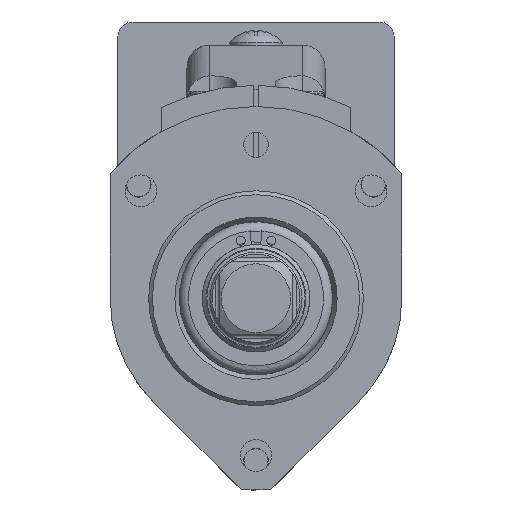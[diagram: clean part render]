
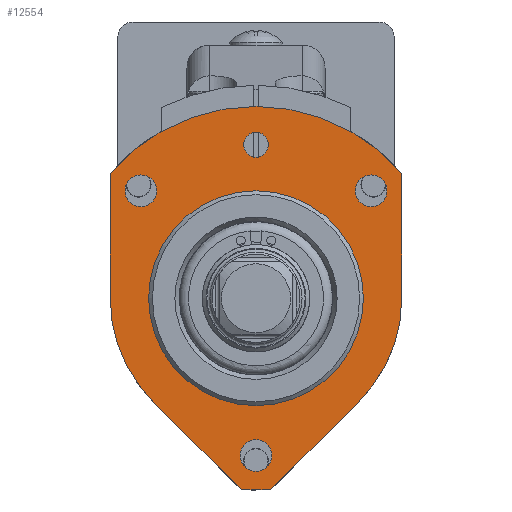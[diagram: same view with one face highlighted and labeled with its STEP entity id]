
A CAD part, front view. The second image highlights one B-rep face of the part: STEP entity #12554.
In plain terms, the highlighted planar face has unit normal (0, -1, 0).
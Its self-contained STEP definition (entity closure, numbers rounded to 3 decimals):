
#488=FACE_BOUND('',#1690,.T.);
#489=FACE_BOUND('',#1691,.T.);
#490=FACE_BOUND('',#1692,.T.);
#491=FACE_BOUND('',#1693,.T.);
#492=FACE_BOUND('',#1694,.T.);
#948=FACE_OUTER_BOUND('',#1689,.T.);
#1689=EDGE_LOOP('',(#9619,#9620,#9621,#9622,#9623,#9624,#9625,#9626));
#1690=EDGE_LOOP('',(#9627));
#1691=EDGE_LOOP('',(#9628));
#1692=EDGE_LOOP('',(#9629));
#1693=EDGE_LOOP('',(#9630));
#1694=EDGE_LOOP('',(#9631));
#2335=CIRCLE('',#13584,25.);
#2336=CIRCLE('',#13585,19.);
#2337=CIRCLE('',#13586,25.);
#2338=CIRCLE('',#13587,19.);
#2339=CIRCLE('',#13588,1.621);
#2340=CIRCLE('',#13589,2.067);
#2341=CIRCLE('',#13590,2.067);
#2342=CIRCLE('',#13591,2.067);
#2343=CIRCLE('',#13592,14.);
#3263=LINE('',#20774,#4319);
#3264=LINE('',#20778,#4320);
#3265=LINE('',#20782,#4321);
#3266=LINE('',#20786,#4322);
#4319=VECTOR('',#16239,10.);
#4320=VECTOR('',#16242,10.);
#4321=VECTOR('',#16245,10.);
#4322=VECTOR('',#16248,10.);
#5380=VERTEX_POINT('',#20772);
#5381=VERTEX_POINT('',#20773);
#5382=VERTEX_POINT('',#20775);
#5383=VERTEX_POINT('',#20777);
#5384=VERTEX_POINT('',#20779);
#5385=VERTEX_POINT('',#20781);
#5386=VERTEX_POINT('',#20783);
#5387=VERTEX_POINT('',#20785);
#5388=VERTEX_POINT('',#20788);
#5389=VERTEX_POINT('',#20790);
#5390=VERTEX_POINT('',#20792);
#5391=VERTEX_POINT('',#20794);
#5392=VERTEX_POINT('',#20796);
#6890=EDGE_CURVE('',#5380,#5381,#3263,.T.);
#6891=EDGE_CURVE('',#5382,#5381,#2335,.T.);
#6892=EDGE_CURVE('',#5382,#5383,#3264,.T.);
#6893=EDGE_CURVE('',#5383,#5384,#2336,.T.);
#6894=EDGE_CURVE('',#5384,#5385,#3265,.T.);
#6895=EDGE_CURVE('',#5386,#5385,#2337,.T.);
#6896=EDGE_CURVE('',#5386,#5387,#3266,.T.);
#6897=EDGE_CURVE('',#5387,#5380,#2338,.T.);
#6898=EDGE_CURVE('',#5388,#5388,#2339,.T.);
#6899=EDGE_CURVE('',#5389,#5389,#2340,.T.);
#6900=EDGE_CURVE('',#5390,#5390,#2341,.T.);
#6901=EDGE_CURVE('',#5391,#5391,#2342,.T.);
#6902=EDGE_CURVE('',#5392,#5392,#2343,.T.);
#9619=ORIENTED_EDGE('',*,*,#6890,.T.);
#9620=ORIENTED_EDGE('',*,*,#6891,.F.);
#9621=ORIENTED_EDGE('',*,*,#6892,.T.);
#9622=ORIENTED_EDGE('',*,*,#6893,.T.);
#9623=ORIENTED_EDGE('',*,*,#6894,.T.);
#9624=ORIENTED_EDGE('',*,*,#6895,.F.);
#9625=ORIENTED_EDGE('',*,*,#6896,.T.);
#9626=ORIENTED_EDGE('',*,*,#6897,.T.);
#9627=ORIENTED_EDGE('',*,*,#6898,.T.);
#9628=ORIENTED_EDGE('',*,*,#6899,.T.);
#9629=ORIENTED_EDGE('',*,*,#6900,.T.);
#9630=ORIENTED_EDGE('',*,*,#6901,.T.);
#9631=ORIENTED_EDGE('',*,*,#6902,.T.);
#11277=PLANE('',#13583);
#12554=ADVANCED_FACE('',(#948,#488,#489,#490,#491,#492),#11277,.T.);
#13583=AXIS2_PLACEMENT_3D('',#20771,#16237,#16238);
#13584=AXIS2_PLACEMENT_3D('',#20776,#16240,#16241);
#13585=AXIS2_PLACEMENT_3D('',#20780,#16243,#16244);
#13586=AXIS2_PLACEMENT_3D('',#20784,#16246,#16247);
#13587=AXIS2_PLACEMENT_3D('',#20787,#16249,#16250);
#13588=AXIS2_PLACEMENT_3D('',#20789,#16251,#16252);
#13589=AXIS2_PLACEMENT_3D('',#20791,#16253,#16254);
#13590=AXIS2_PLACEMENT_3D('',#20793,#16255,#16256);
#13591=AXIS2_PLACEMENT_3D('',#20795,#16257,#16258);
#13592=AXIS2_PLACEMENT_3D('',#20797,#16259,#16260);
#16237=DIRECTION('center_axis',(0.,-1.,0.));
#16238=DIRECTION('ref_axis',(0.,0.,
-1.));
#16239=DIRECTION('',(0.707,0.,-0.707));
#16240=DIRECTION('center_axis',(0.,1.,0.));
#16241=DIRECTION('ref_axis',(1.,0.,0.));
#16242=DIRECTION('',(0.707,0.,0.707));
#16243=DIRECTION('center_axis',(0.,-1.,0.));
#16244=DIRECTION('ref_axis',(-0.707,0.,0.707));
#16245=DIRECTION('',(0.,0.,1.));
#16246=DIRECTION('center_axis',(0.,1.,0.));
#16247=DIRECTION('ref_axis',(1.,0.,0.));
#16248=DIRECTION('',(0.,0.,-1.));
#16249=DIRECTION('center_axis',(0.,-1.,0.));
#16250=DIRECTION('ref_axis',(1.,0.,0.));
#16251=DIRECTION('center_axis',(0.,1.,0.));
#16252=DIRECTION('ref_axis',(1.,0.,0.));
#16253=DIRECTION('center_axis',(0.,1.,0.));
#16254=DIRECTION('ref_axis',(1.,0.,0.));
#16255=DIRECTION('center_axis',(0.,1.,0.));
#16256=DIRECTION('ref_axis',(1.,0.,0.));
#16257=DIRECTION('center_axis',(0.,1.,0.));
#16258=DIRECTION('ref_axis',(1.,0.,0.));
#16259=DIRECTION('center_axis',(0.,1.,0.));
#16260=DIRECTION('ref_axis',(1.,0.,0.));
#20771=CARTESIAN_POINT('Origin',(0.,-74.,25.));
#20772=CARTESIAN_POINT('',(-13.435,-74.,-13.435));
#20773=CARTESIAN_POINT('',(-1.946,-74.,-24.924));
#20774=CARTESIAN_POINT('',(-19.685,-74.,-7.185));
#20775=CARTESIAN_POINT('',(1.946,-74.,-24.924));
#20776=CARTESIAN_POINT('Origin',(0.,-74.,0.));
#20777=CARTESIAN_POINT('',(13.435,-74.,-13.435));
#20778=CARTESIAN_POINT('',(13.94,-74.,-12.93));
#20779=CARTESIAN_POINT('',(19.,-74.,0.));
#20780=CARTESIAN_POINT('Origin',(0.,-74.,0.));
#20781=CARTESIAN_POINT('',(19.,-74.,16.248));
#20782=CARTESIAN_POINT('',(19.,-74.,12.5));
#20783=CARTESIAN_POINT('',(-19.,-74.,16.248));
#20784=CARTESIAN_POINT('Origin',(0.,-74.,0.));
#20785=CARTESIAN_POINT('',(-19.,-74.,0.));
#20786=CARTESIAN_POINT('',(-19.,-74.,20.624));
#20787=CARTESIAN_POINT('Origin',(0.,-74.,0.));
#20788=CARTESIAN_POINT('',(-1.621,-74.,20.));
#20789=CARTESIAN_POINT('Origin',(0.,-74.,20.));
#20790=CARTESIAN_POINT('',(12.933,-74.,14.));
#20791=CARTESIAN_POINT('Origin',(15.,-74.,14.));
#20792=CARTESIAN_POINT('',(-17.067,-74.,14.));
#20793=CARTESIAN_POINT('Origin',(-15.,-74.,14.));
#20794=CARTESIAN_POINT('',(-2.067,-74.,-20.5));
#20795=CARTESIAN_POINT('Origin',(0.,-74.,-20.5));
#20796=CARTESIAN_POINT('',(0.,-74.,-14.));
#20797=CARTESIAN_POINT('Origin',(0.,-74.,0.));
